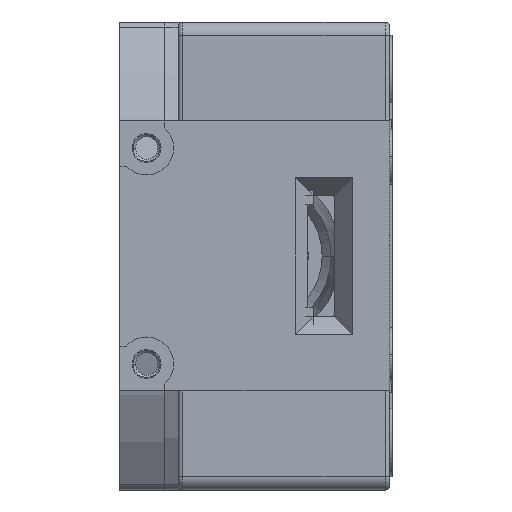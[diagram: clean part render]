
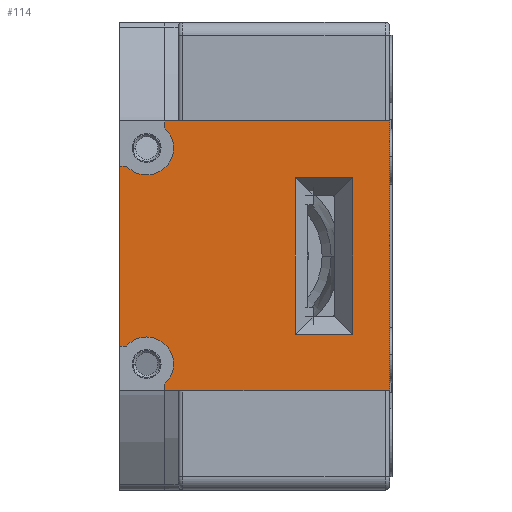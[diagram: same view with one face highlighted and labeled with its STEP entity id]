
A CAD part, left-side view. The second image highlights one B-rep face of the part: STEP entity #114.
In plain terms, the highlighted planar face has unit normal (-1, 0, 0).
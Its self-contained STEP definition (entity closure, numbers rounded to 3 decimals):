
#114=ADVANCED_FACE('',(#880,#881),#882,.T.);
#880=FACE_OUTER_BOUND('',#2385,.T.);
#881=FACE_BOUND('',#2386,.T.);
#882=PLANE('',#2387);
#2385=EDGE_LOOP('',(#4465,#4466,#4467,#4468,#4469,#4470,#4471,#4472,#4473,#4474,#4475,#4476));
#2386=EDGE_LOOP('',(#4477,#4478,#4479,#4480));
#2387=AXIS2_PLACEMENT_3D('',#4481,#4482,#4483);
#4465=ORIENTED_EDGE('',*,*,#9874,.T.);
#4466=ORIENTED_EDGE('',*,*,#10120,.T.);
#4467=ORIENTED_EDGE('',*,*,#10121,.F.);
#4468=ORIENTED_EDGE('',*,*,#9948,.F.);
#4469=ORIENTED_EDGE('',*,*,#10122,.T.);
#4470=ORIENTED_EDGE('',*,*,#10118,.T.);
#4471=ORIENTED_EDGE('',*,*,#9920,.T.);
#4472=ORIENTED_EDGE('',*,*,#10117,.F.);
#4473=ORIENTED_EDGE('',*,*,#10115,.F.);
#4474=ORIENTED_EDGE('',*,*,#9921,.T.);
#4475=ORIENTED_EDGE('',*,*,#9930,.T.);
#4476=ORIENTED_EDGE('',*,*,#10123,.T.);
#4477=ORIENTED_EDGE('',*,*,#9986,.T.);
#4478=ORIENTED_EDGE('',*,*,#10124,.T.);
#4479=ORIENTED_EDGE('',*,*,#10125,.T.);
#4480=ORIENTED_EDGE('',*,*,#10126,.T.);
#4481=CARTESIAN_POINT('',(-58.5,0.0,-15.0));
#4482=DIRECTION('',(-1.0,0.0,0.0));
#4483=DIRECTION('',(0.0,1.0,0.0));
#9874=EDGE_CURVE('',#11768,#11765,#11769,.F.);
#9920=EDGE_CURVE('',#11854,#11858,#11860,.T.);
#9921=EDGE_CURVE('',#11861,#11862,#11863,.T.);
#9930=EDGE_CURVE('',#11862,#11877,#11880,.F.);
#9948=EDGE_CURVE('',#11906,#11908,#11909,.T.);
#9986=EDGE_CURVE('',#11975,#11973,#11976,.T.);
#10115=EDGE_CURVE('',#11861,#12211,#12212,.T.);
#10117=EDGE_CURVE('',#12211,#11858,#12214,.F.);
#10118=EDGE_CURVE('',#12215,#11854,#12216,.T.);
#10120=EDGE_CURVE('',#11765,#12218,#12219,.F.);
#10121=EDGE_CURVE('',#11908,#12218,#12220,.T.);
#10122=EDGE_CURVE('',#11906,#12215,#12221,.F.);
#10123=EDGE_CURVE('',#11877,#11768,#12222,.F.);
#10124=EDGE_CURVE('',#11973,#12223,#12224,.F.);
#10125=EDGE_CURVE('',#12223,#12225,#12226,.F.);
#10126=EDGE_CURVE('',#12225,#11975,#12227,.F.);
#11765=VERTEX_POINT('',#14899);
#11768=VERTEX_POINT('',#14903);
#11769=CIRCLE('',#14904,3.0);
#11854=VERTEX_POINT('',#15010);
#11858=VERTEX_POINT('',#15015);
#11860=CIRCLE('',#15018,3.0);
#11861=VERTEX_POINT('',#15019);
#11862=VERTEX_POINT('',#15020);
#11863=LINE('',#15021,#15022);
#11877=VERTEX_POINT('',#15043);
#11880=LINE('',#15047,#15048);
#11906=VERTEX_POINT('',#15086);
#11908=VERTEX_POINT('',#15089);
#11909=LINE('',#15090,#15091);
#11973=VERTEX_POINT('',#15191);
#11975=VERTEX_POINT('',#15194);
#11976=LINE('',#15195,#15196);
#12211=VERTEX_POINT('',#15549);
#12212=LINE('',#15550,#15551);
#12214=LINE('',#15554,#15555);
#12215=VERTEX_POINT('',#15556);
#12216=CIRCLE('',#15557,3.0);
#12218=VERTEX_POINT('',#15560);
#12219=CIRCLE('',#15561,3.0);
#12220=LINE('',#15562,#15563);
#12221=LINE('',#15564,#15565);
#12222=LINE('',#15566,#15567);
#12223=VERTEX_POINT('',#15568);
#12224=LINE('',#15569,#15570);
#12225=VERTEX_POINT('',#15571);
#12226=LINE('',#15572,#15573);
#12227=LINE('',#15574,#15575);
#14899=CARTESIAN_POINT('',(-58.5,27.0,9.0));
#14903=CARTESIAN_POINT('',(-58.5,25.0,14.236));
#14904=AXIS2_PLACEMENT_3D('',#19935,#19936,#19937);
#15010=CARTESIAN_POINT('',(-58.5,27.0,-9.0));
#15015=CARTESIAN_POINT('',(-58.5,25.0,-14.236));
#15018=AXIS2_PLACEMENT_3D('',#20027,#20028,#20029);
#15019=CARTESIAN_POINT('',(-58.5,0.0,-15.0));
#15020=CARTESIAN_POINT('',(-58.5,0.0,15.0));
#15021=CARTESIAN_POINT('',(-58.5,0.0,-7.5));
#15022=VECTOR('',#20030,1.0);
#15043=CARTESIAN_POINT('',(-58.5,25.0,15.0));
#15047=CARTESIAN_POINT('',(-58.5,0.0,15.0));
#15048=VECTOR('',#20039,1.0);
#15086=CARTESIAN_POINT('',(-58.5,30.0,-10.0));
#15089=CARTESIAN_POINT('',(-58.5,30.0,10.0));
#15090=CARTESIAN_POINT('',(-58.5,30.0,-7.5));
#15091=VECTOR('',#20065,1.0);
#15191=CARTESIAN_POINT('',(-58.5,10.5,8.7));
#15194=CARTESIAN_POINT('',(-58.5,10.5,-8.7));
#15195=CARTESIAN_POINT('',(-58.5,10.5,-10.85));
#15196=VECTOR('',#20103,1.0);
#15549=CARTESIAN_POINT('',(-58.5,25.0,-15.0));
#15550=CARTESIAN_POINT('',(-58.5,0.0,-15.0));
#15551=VECTOR('',#20252,1.0);
#15554=CARTESIAN_POINT('',(-58.5,25.0,-14.618));
#15555=VECTOR('',#20254,1.0);
#15556=CARTESIAN_POINT('',(-58.5,29.236,-10.0));
#15557=AXIS2_PLACEMENT_3D('',#20255,#20256,#20257);
#15560=CARTESIAN_POINT('',(-58.5,29.236,10.0));
#15561=AXIS2_PLACEMENT_3D('',#20259,#20260,#20261);
#15562=CARTESIAN_POINT('',(-58.5,14.618,10.0));
#15563=VECTOR('',#20262,1.0);
#15564=CARTESIAN_POINT('',(-58.5,15.0,-10.0));
#15565=VECTOR('',#20263,1.0);
#15566=CARTESIAN_POINT('',(-58.5,25.0,0.0));
#15567=VECTOR('',#20264,1.0);
#15568=CARTESIAN_POINT('',(-58.5,4.1,8.7));
#15569=CARTESIAN_POINT('',(-58.5,4.25,8.7));
#15570=VECTOR('',#20265,1.0);
#15571=CARTESIAN_POINT('',(-58.5,4.1,-8.7));
#15572=CARTESIAN_POINT('',(-58.5,4.1,-4.15));
#15573=VECTOR('',#20266,1.0);
#15574=CARTESIAN_POINT('',(-58.5,3.05,-8.7));
#15575=VECTOR('',#20267,1.0);
#19935=CARTESIAN_POINT('',(-58.5,27.0,12.0));
#19936=DIRECTION('',(-1.0,0.0,0.0));
#19937=DIRECTION('',(0.0,0.0,1.0));
#20027=CARTESIAN_POINT('',(-58.5,27.0,-12.0));
#20028=DIRECTION('',(1.0,0.0,-0.0));
#20029=DIRECTION('',(0.0,0.0,1.0));
#20030=DIRECTION('',(0.0,-0.0,1.0));
#20039=DIRECTION('',(0.0,-1.0,0.0));
#20065=DIRECTION('',(0.0,-0.0,1.0));
#20103=DIRECTION('',(0.0,-0.0,1.0));
#20252=DIRECTION('',(0.0,1.0,0.0));
#20254=DIRECTION('',(-0.0,-0.0,-1.0));
#20255=CARTESIAN_POINT('',(-58.5,27.0,-12.0));
#20256=DIRECTION('',(1.0,0.0,-0.0));
#20257=DIRECTION('',(0.0,0.0,1.0));
#20259=CARTESIAN_POINT('',(-58.5,27.0,12.0));
#20260=DIRECTION('',(-1.0,0.0,0.0));
#20261=DIRECTION('',(0.0,0.0,1.0));
#20262=DIRECTION('',(-0.0,-1.0,-0.0));
#20263=DIRECTION('',(0.0,1.0,-0.0));
#20264=DIRECTION('',(0.0,0.0,1.0));
#20265=DIRECTION('',(0.0,1.0,-0.0));
#20266=DIRECTION('',(0.0,0.0,1.0));
#20267=DIRECTION('',(-0.0,-1.0,-0.0));
